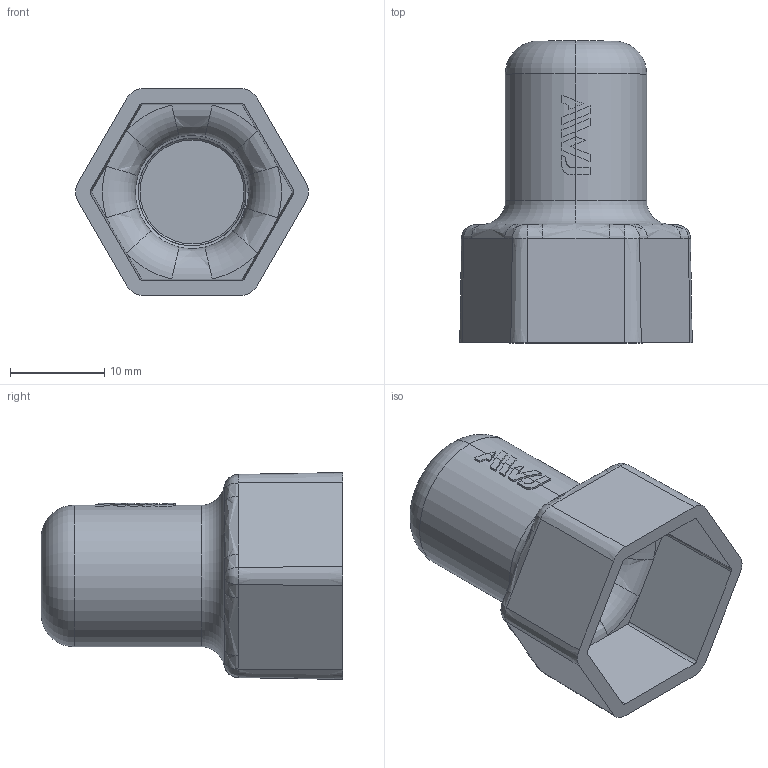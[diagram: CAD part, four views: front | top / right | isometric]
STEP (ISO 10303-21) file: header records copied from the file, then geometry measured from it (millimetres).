
FILE_DESCRIPTION(('STEP AP203'),'1');
FILE_NAME('.step','2024-11-29T09:14:12',(' '),(' '),'Spatial InterOp 3D',' ',' ');
FILE_SCHEMA(('CONFIG_CONTROL_DESIGN'));
Length unit declared in the file: millimetre
Products named in the file (1): 1
Bounding box: 24.71 x 32 x 21.94 mm (x, y, z)
Volume: 3104.3 mm3; surface area: 4213 mm2
Topology: 7 solids, 7 shells, 373 faces, 1181 edges, 857 vertices
Faces by surface type: bspline 184, plane 83, cylinder 72, cone 23, torus 10, extrusion 1
Entity records: 16707 total; most frequent: CARTESIAN_POINT 7428, ORIENTED_EDGE 2362, DIRECTION 1248, EDGE_CURVE 1181, VERTEX_POINT 857, B_SPLINE_CURVE_WITH_KNOTS 533, VECTOR 442, LINE 441
